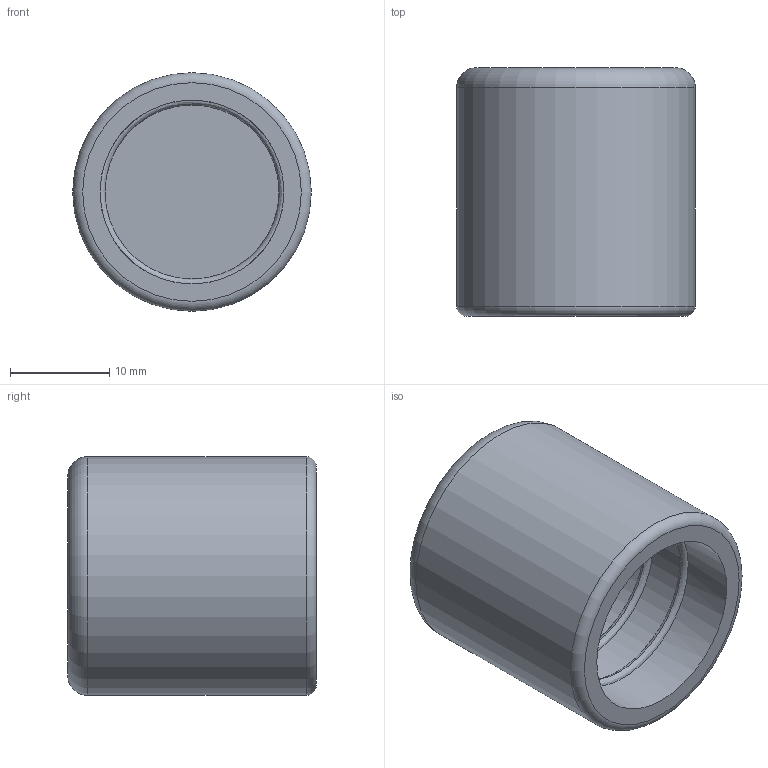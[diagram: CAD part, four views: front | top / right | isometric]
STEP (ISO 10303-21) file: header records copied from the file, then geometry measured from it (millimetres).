
FILE_DESCRIPTION(('FreeCAD Model'),'2;1');
FILE_NAME('Open CASCADE Shape Model','2024-08-01T11:13:06',(''),(''), 'Open CASCADE STEP processor 7.6','FreeCAD','Unknown');
FILE_SCHEMA(('AUTOMOTIVE_DESIGN { 1 0 10303 214 1 1 1 1 }'));
Length unit declared in the file: millimetre
Products named in the file (1): cap
Bounding box: 24 x 25 x 24 mm (x, y, z)
Volume: 5653.6 mm3; surface area: 4001 mm2
Topology: 1 solids, 1 shells, 16 faces, 28 edges, 15 vertices
Faces by surface type: revolution 6, cylinder 5, plane 3, torus 2
Full cylindrical faces by diameter (mm): 18.5 x4, 24 x1
Entity records: 1383 total; most frequent: CARTESIAN_POINT 1032, DIRECTION 79, ORIENTED_EDGE 56, AXIS2_PLACEMENT_3D 34, EDGE_CURVE 28, CIRCLE 23, FACE_BOUND 17, EDGE_LOOP 17
